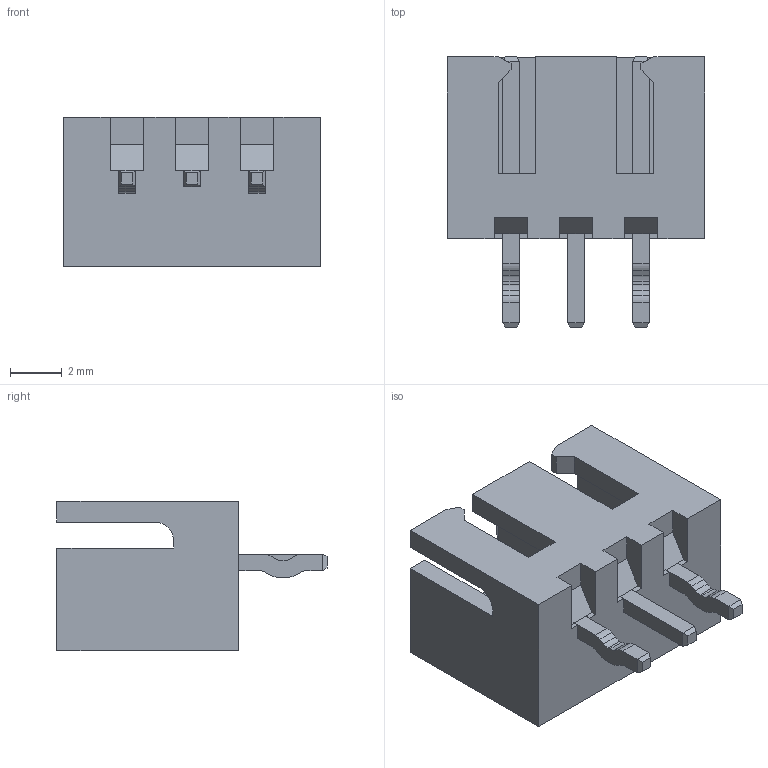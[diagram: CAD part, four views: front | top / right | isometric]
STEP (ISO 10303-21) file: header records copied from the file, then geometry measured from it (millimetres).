
FILE_DESCRIPTION (( 'STEP AP214' ), '1' );
FILE_NAME ('User Library-B3B-XH-A.STEP', '2018-08-14T03:45:00', ( '' ), ( '' ), 'SwSTEP 2.0', 'SolidWorks 2018', '' );
FILE_SCHEMA (( 'AUTOMOTIVE_DESIGN' ));
Length unit declared in the file: millimetre
Products named in the file (4): User Library-B3B-XH-A; User Library-B3B-XH-A_BXB-XH-A_pin___ _________; User Library-B3B-XH-A_B3B-XH-A_body___ _________; User Library-B3B-XH-A_BXB-XH-A_pin1___ _________
Assembly tree (4 placements, depth 2):
  User Library-B3B-XH-A
    User Library-B3B-XH-A_B3B-XH-A_body___ _________
    User Library-B3B-XH-A_BXB-XH-A_pin___ _________
    User Library-B3B-XH-A_BXB-XH-A_pin1___ _________  x2
Bounding box: 9.9 x 10.4 x 5.75 mm (x, y, z)
Volume: 187.9 mm3; surface area: 557.9 mm2
Topology: 4 solids, 4 shells, 136 faces, 363 edges, 232 vertices
Faces by surface type: plane 118, cylinder 18
Entity records: 3440 total; most frequent: CARTESIAN_POINT 584, ORIENTED_EDGE 574, DIRECTION 533, EDGE_CURVE 287, VECTOR 267, LINE 267, VERTEX_POINT 184, AXIS2_PLACEMENT_3D 133
